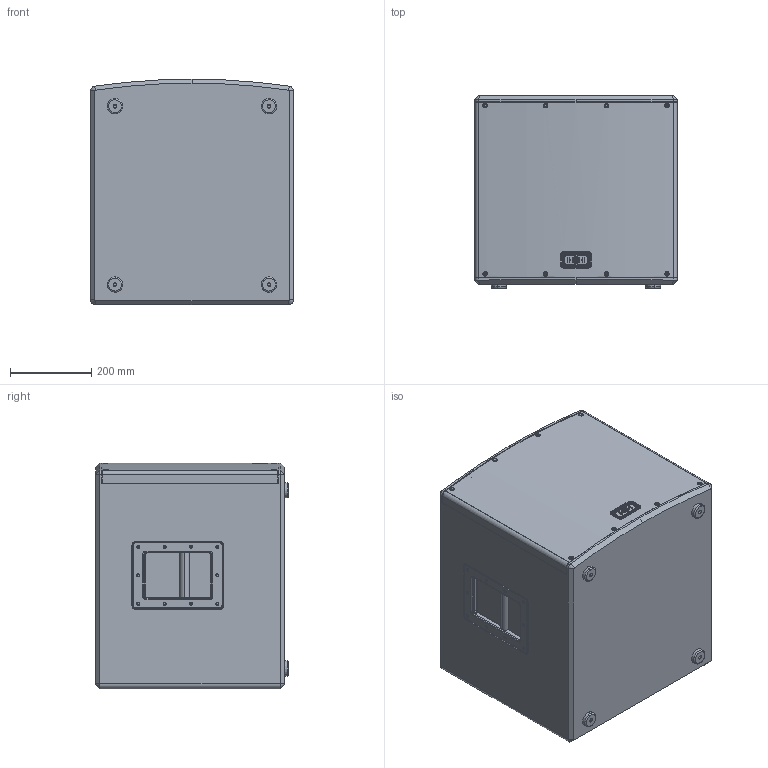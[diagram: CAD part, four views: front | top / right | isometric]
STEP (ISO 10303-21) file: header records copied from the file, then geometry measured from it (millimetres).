
FILE_DESCRIPTION (( 'STEP AP214' ), '1' );
FILE_NAME ('TRS-1500.STEP', '2020-03-30T12:57:35', ( '' ), ( '' ), 'SwSTEP 2.0', 'SolidWorks 2019', '' );
FILE_SCHEMA (( 'AUTOMOTIVE_DESIGN' ));
Length unit declared in the file: millimetre
Products named in the file (1): TRS-1500
Bounding box: 500 x 475 x 556.77 mm (x, y, z)
Volume: 120347903 mm3; surface area: 2181743.3 mm2
Topology: 8 solids, 8 shells, 798 faces, 1947 edges, 1219 vertices
Faces by surface type: cylinder 286, plane 271, cone 117, torus 62, bspline 62
Entity records: 38865 total; most frequent: CARTESIAN_POINT 10927, DIRECTION 4082, ORIENTED_EDGE 3894, EDGE_CURVE 1947, AXIS2_PLACEMENT_3D 1562, VERTEX_POINT 1219, VECTOR 958, LINE 958
